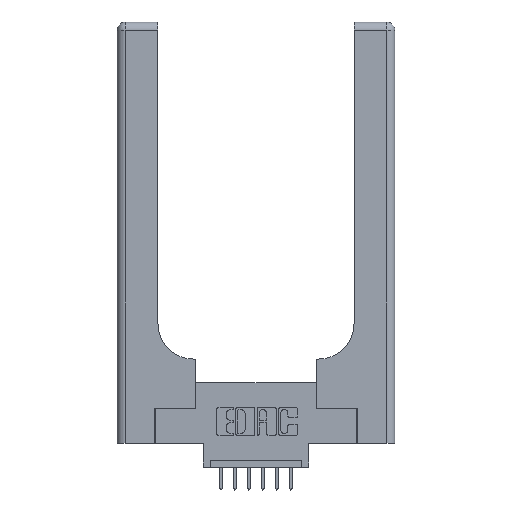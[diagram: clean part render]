
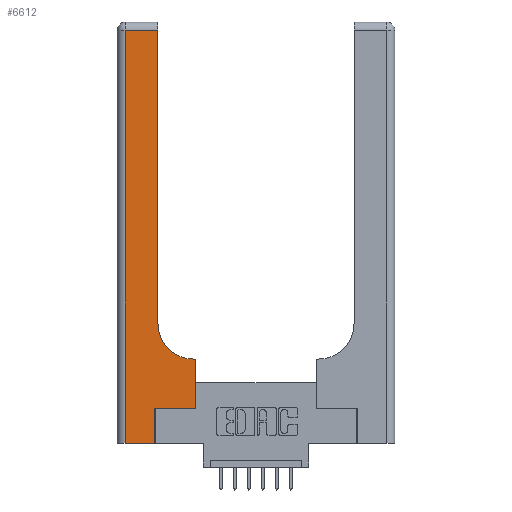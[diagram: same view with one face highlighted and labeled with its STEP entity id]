
A CAD part, top view. The second image highlights one B-rep face of the part: STEP entity #6612.
In plain terms, the highlighted planar face has unit normal (0, 0, 1).
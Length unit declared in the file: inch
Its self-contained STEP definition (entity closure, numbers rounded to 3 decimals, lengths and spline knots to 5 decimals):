
#54 = LINE ( 'NONE', #7745, #1119 ) ;
#97 = VERTEX_POINT ( 'NONE', #5383 ) ;
#101 = LINE ( 'NONE', #4658, #13503 ) ;
#113 = CARTESIAN_POINT ( 'NONE',  ( 0.5585, 0.6, 0.37 ) ) ;
#260 = EDGE_CURVE ( 'NONE', #4822, #5836, #6034, .T. ) ;
#318 = VECTOR ( 'NONE', #4327, 39.37008 ) ;
#584 = ORIENTED_EDGE ( 'NONE', *, *, #14685, .T. ) ;
#876 = LINE ( 'NONE', #7474, #5862 ) ;
#945 = AXIS2_PLACEMENT_3D ( 'NONE', #13480, #10471, #1224 ) ;
#1119 = VECTOR ( 'NONE', #4234, 39.37008 ) ;
#1175 = VERTEX_POINT ( 'NONE', #3005 ) ;
#1224 = DIRECTION ( 'NONE',  ( 1., 0., 0. ) ) ;
#1277 = EDGE_CURVE ( 'NONE', #9461, #11111, #6418, .T. ) ;
#1306 = PLANE ( 'NONE',  #4108 ) ;
#1569 = CARTESIAN_POINT ( 'NONE',  ( 0., 2.94, 0.37 ) ) ;
#1571 = CARTESIAN_POINT ( 'NONE',  ( 0.5585, 0.25, 0.37 ) ) ;
#2331 = CARTESIAN_POINT ( 'NONE',  ( 0.5415, 0.6, 0.37 ) ) ;
#2375 = CARTESIAN_POINT ( 'NONE',  ( 0.2915, 0.6, 0.37 ) ) ;
#2576 = VERTEX_POINT ( 'NONE', #8565 ) ;
#2758 = CARTESIAN_POINT ( 'NONE',  ( 0.269, 0., 0.37 ) ) ;
#3005 = CARTESIAN_POINT ( 'NONE',  ( 0.269, 0.25, 0.37 ) ) ;
#3626 = EDGE_CURVE ( 'NONE', #10246, #6993, #10589, .T. ) ;
#4054 = VECTOR ( 'NONE', #11796, 39.37008 ) ;
#4108 = AXIS2_PLACEMENT_3D ( 'NONE', #13851, #9288, #13148 ) ;
#4234 = DIRECTION ( 'NONE',  ( 0., -1., 0. ) ) ;
#4327 = DIRECTION ( 'NONE',  ( 0., 1., 0. ) ) ;
#4658 = CARTESIAN_POINT ( 'NONE',  ( 0.269, 0., 0.37 ) ) ;
#4761 = DIRECTION ( 'NONE',  ( 0., 1., 0. ) ) ;
#4822 = VERTEX_POINT ( 'NONE', #13217 ) ;
#5135 = LINE ( 'NONE', #2375, #8357 ) ;
#5383 = CARTESIAN_POINT ( 'NONE',  ( 0.06, 2.94, 0.37 ) ) ;
#5836 = VERTEX_POINT ( 'NONE', #2758 ) ;
#5862 = VECTOR ( 'NONE', #9729, 39.37008 ) ;
#6034 = LINE ( 'NONE', #11379, #11215 ) ;
#6418 = LINE ( 'NONE', #10193, #318 ) ;
#6585 = ORIENTED_EDGE ( 'NONE', *, *, #260, .T. ) ;
#6612 = ADVANCED_FACE ( 'NONE', ( #13211 ), #1306, .F. ) ;
#6683 = ORIENTED_EDGE ( 'NONE', *, *, #9618, .T. ) ;
#6993 = VERTEX_POINT ( 'NONE', #12046 ) ;
#7121 = ORIENTED_EDGE ( 'NONE', *, *, #13408, .T. ) ;
#7195 = DIRECTION ( 'NONE',  ( 1., 0., 0. ) ) ;
#7474 = CARTESIAN_POINT ( 'NONE',  ( 0.2915, 3., 0.37 ) ) ;
#7734 = ORIENTED_EDGE ( 'NONE', *, *, #12257, .T. ) ;
#7745 = CARTESIAN_POINT ( 'NONE',  ( 0.06, 3., 0.37 ) ) ;
#8357 = VECTOR ( 'NONE', #12738, 39.37008 ) ;
#8565 = CARTESIAN_POINT ( 'NONE',  ( 0.2915, 2.94, 0.37 ) ) ;
#9202 = ORIENTED_EDGE ( 'NONE', *, *, #12940, .T. ) ;
#9288 = DIRECTION ( 'NONE',  ( 0., 0., -1. ) ) ;
#9372 = ORIENTED_EDGE ( 'NONE', *, *, #1277, .T. ) ;
#9424 = LINE ( 'NONE', #1569, #4054 ) ;
#9461 = VERTEX_POINT ( 'NONE', #1571 ) ;
#9618 = EDGE_CURVE ( 'NONE', #6993, #2576, #876, .T. ) ;
#9729 = DIRECTION ( 'NONE',  ( 0., 1., 0. ) ) ;
#10148 = VECTOR ( 'NONE', #7195, 39.37008 ) ;
#10193 = CARTESIAN_POINT ( 'NONE',  ( 0.5585, 0.25, 0.37 ) ) ;
#10246 = VERTEX_POINT ( 'NONE', #2331 ) ;
#10471 = DIRECTION ( 'NONE',  ( 0., 0., -1. ) ) ;
#10589 = CIRCLE ( 'NONE', #945, 0.25 ) ;
#10872 = LINE ( 'NONE', #13985, #10148 ) ;
#11111 = VERTEX_POINT ( 'NONE', #113 ) ;
#11143 = ORIENTED_EDGE ( 'NONE', *, *, #3626, .T. ) ;
#11181 = DIRECTION ( 'NONE',  ( 1., 0., 0. ) ) ;
#11184 = ORIENTED_EDGE ( 'NONE', *, *, #13338, .T. ) ;
#11215 = VECTOR ( 'NONE', #11181, 39.37008 ) ;
#11379 = CARTESIAN_POINT ( 'NONE',  ( 0., 0., 0.37 ) ) ;
#11796 = DIRECTION ( 'NONE',  ( -1., 0., 0. ) ) ;
#12046 = CARTESIAN_POINT ( 'NONE',  ( 0.2915, 0.85, 0.37 ) ) ;
#12257 = EDGE_CURVE ( 'NONE', #1175, #9461, #10872, .T. ) ;
#12359 = EDGE_LOOP ( 'NONE', ( #6683, #9202, #584, #6585, #11184, #7734, #9372, #7121, #11143 ) ) ;
#12738 = DIRECTION ( 'NONE',  ( -1., 0., 0. ) ) ;
#12940 = EDGE_CURVE ( 'NONE', #2576, #97, #9424, .T. ) ;
#13148 = DIRECTION ( 'NONE',  ( -1., 0., 0. ) ) ;
#13211 = FACE_OUTER_BOUND ( 'NONE', #12359, .T. ) ;
#13217 = CARTESIAN_POINT ( 'NONE',  ( 0.06, 0., 0.37 ) ) ;
#13338 = EDGE_CURVE ( 'NONE', #5836, #1175, #101, .T. ) ;
#13408 = EDGE_CURVE ( 'NONE', #11111, #10246, #5135, .T. ) ;
#13480 = CARTESIAN_POINT ( 'NONE',  ( 0.5415, 0.85, 0.37 ) ) ;
#13503 = VECTOR ( 'NONE', #4761, 39.37008 ) ;
#13851 = CARTESIAN_POINT ( 'NONE',  ( 0., 3., 0.37 ) ) ;
#13985 = CARTESIAN_POINT ( 'NONE',  ( 0.269, 0.25, 0.37 ) ) ;
#14685 = EDGE_CURVE ( 'NONE', #97, #4822, #54, .T. ) ;
